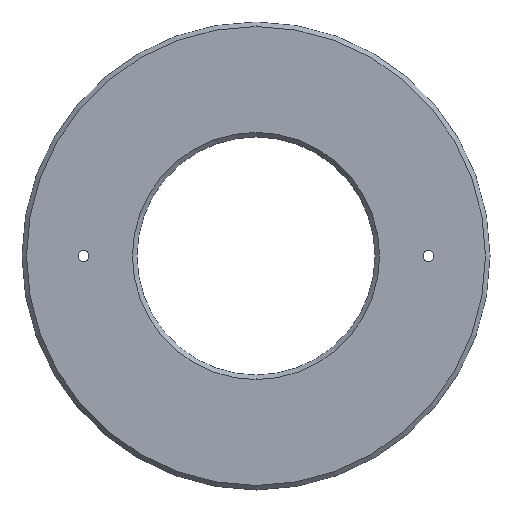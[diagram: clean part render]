
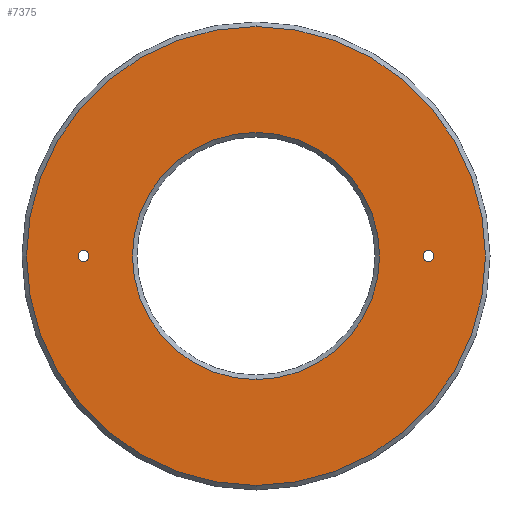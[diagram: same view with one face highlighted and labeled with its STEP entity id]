
A CAD part, front view. The second image highlights one B-rep face of the part: STEP entity #7375.
In plain terms, the highlighted planar face has unit normal (0, -1, 0).
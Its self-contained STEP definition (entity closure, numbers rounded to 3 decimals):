
#86 = CARTESIAN_POINT ( 'NONE',  ( -19.05, 0., 0.6 ) ) ;
#466 = DIRECTION ( 'NONE',  ( 1., 0., 0. ) ) ;
#662 = CARTESIAN_POINT ( 'NONE',  ( -19.05, 0., -0.6 ) ) ;
#848 = CIRCLE ( 'NONE', #7450, 0.6 ) ;
#1563 = CARTESIAN_POINT ( 'NONE',  ( 0., 0., 0. ) ) ;
#1644 = CARTESIAN_POINT ( 'NONE',  ( -19.05, 0., 0. ) ) ;
#1803 = ORIENTED_EDGE ( 'NONE', *, *, #10783, .T. ) ;
#1832 = AXIS2_PLACEMENT_3D ( 'NONE', #4136, #8360, #466 ) ;
#1938 = AXIS2_PLACEMENT_3D ( 'NONE', #1563, #4205, #7727 ) ;
#2299 = FACE_BOUND ( 'NONE', #4222, .T. ) ;
#2348 = DIRECTION ( 'NONE',  ( 0., -1., 0. ) ) ;
#2360 = PLANE ( 'NONE',  #1832 ) ;
#2432 = VERTEX_POINT ( 'NONE', #662 ) ;
#2774 = DIRECTION ( 'NONE',  ( 0., 0., -1. ) ) ;
#2840 = AXIS2_PLACEMENT_3D ( 'NONE', #6023, #10427, #5848 ) ;
#2949 = EDGE_CURVE ( 'NONE', #4408, #9977, #848, .T. ) ;
#3046 = DIRECTION ( 'NONE',  ( 0., 0., 1. ) ) ;
#3048 = DIRECTION ( 'NONE',  ( 0., 1., 0. ) ) ;
#3227 = FACE_OUTER_BOUND ( 'NONE', #6462, .T. ) ;
#3416 = CIRCLE ( 'NONE', #7832, 25.345 ) ;
#3453 = AXIS2_PLACEMENT_3D ( 'NONE', #1644, #11221, #2774 ) ;
#3471 = DIRECTION ( 'NONE',  ( 0., 1., 0. ) ) ;
#3489 = CARTESIAN_POINT ( 'NONE',  ( 19.05, 0., -0.6 ) ) ;
#3490 = DIRECTION ( 'NONE',  ( 0., 1., 0. ) ) ;
#3779 = CIRCLE ( 'NONE', #8014, 13.645 ) ;
#3781 = AXIS2_PLACEMENT_3D ( 'NONE', #4345, #7869, #9660 ) ;
#3953 = CIRCLE ( 'NONE', #1938, 13.645 ) ;
#3962 = CIRCLE ( 'NONE', #9863, 0.6 ) ;
#4017 = FACE_BOUND ( 'NONE', #5837, .T. ) ;
#4043 = EDGE_CURVE ( 'NONE', #4217, #4706, #3779, .T. ) ;
#4136 = CARTESIAN_POINT ( 'NONE',  ( 0., 0., 0. ) ) ;
#4205 = DIRECTION ( 'NONE',  ( 0., 1., 0. ) ) ;
#4217 = VERTEX_POINT ( 'NONE', #4388 ) ;
#4222 = EDGE_LOOP ( 'NONE', ( #6686, #1803 ) ) ;
#4246 = VERTEX_POINT ( 'NONE', #86 ) ;
#4345 = CARTESIAN_POINT ( 'NONE',  ( -19.05, 0., 0. ) ) ;
#4388 = CARTESIAN_POINT ( 'NONE',  ( 0., 0., -13.645 ) ) ;
#4408 = VERTEX_POINT ( 'NONE', #10914 ) ;
#4531 = EDGE_CURVE ( 'NONE', #4706, #4217, #3953, .T. ) ;
#4610 = EDGE_CURVE ( 'NONE', #10729, #5664, #3416, .T. ) ;
#4706 = VERTEX_POINT ( 'NONE', #10374 ) ;
#4880 = CIRCLE ( 'NONE', #3781, 0.6 ) ;
#4939 = ORIENTED_EDGE ( 'NONE', *, *, #4043, .T. ) ;
#5136 = ORIENTED_EDGE ( 'NONE', *, *, #4610, .T. ) ;
#5280 = CIRCLE ( 'NONE', #3453, 0.6 ) ;
#5413 = DIRECTION ( 'NONE',  ( 0., 0., 1. ) ) ;
#5664 = VERTEX_POINT ( 'NONE', #9085 ) ;
#5837 = EDGE_LOOP ( 'NONE', ( #10935, #9948 ) ) ;
#5848 = DIRECTION ( 'NONE',  ( 0., 0., 1. ) ) ;
#5887 = EDGE_CURVE ( 'NONE', #4246, #2432, #4880, .T. ) ;
#6023 = CARTESIAN_POINT ( 'NONE',  ( 0., 0., 0. ) ) ;
#6367 = EDGE_CURVE ( 'NONE', #9977, #4408, #3962, .T. ) ;
#6462 = EDGE_LOOP ( 'NONE', ( #5136, #6957 ) ) ;
#6476 = EDGE_LOOP ( 'NONE', ( #4939, #7366 ) ) ;
#6551 = DIRECTION ( 'NONE',  ( 0., 0., 1. ) ) ;
#6686 = ORIENTED_EDGE ( 'NONE', *, *, #5887, .T. ) ;
#6957 = ORIENTED_EDGE ( 'NONE', *, *, #9789, .T. ) ;
#7243 = CIRCLE ( 'NONE', #2840, 25.345 ) ;
#7366 = ORIENTED_EDGE ( 'NONE', *, *, #4531, .T. ) ;
#7375 = ADVANCED_FACE ( 'NONE', ( #10208, #4017, #2299, #3227 ), #2360, .F. ) ;
#7450 = AXIS2_PLACEMENT_3D ( 'NONE', #10948, #3048, #6551 ) ;
#7727 = DIRECTION ( 'NONE',  ( 0., 0., 1. ) ) ;
#7832 = AXIS2_PLACEMENT_3D ( 'NONE', #8290, #2348, #3046 ) ;
#7869 = DIRECTION ( 'NONE',  ( 0., 1., 0. ) ) ;
#8014 = AXIS2_PLACEMENT_3D ( 'NONE', #9020, #3490, #10593 ) ;
#8290 = CARTESIAN_POINT ( 'NONE',  ( 0., 0., 0. ) ) ;
#8360 = DIRECTION ( 'NONE',  ( 0., 1., 0. ) ) ;
#8774 = CARTESIAN_POINT ( 'NONE',  ( 19.05, 0., 0. ) ) ;
#9020 = CARTESIAN_POINT ( 'NONE',  ( 0., 0., 0. ) ) ;
#9085 = CARTESIAN_POINT ( 'NONE',  ( 0., 0., -25.345 ) ) ;
#9480 = CARTESIAN_POINT ( 'NONE',  ( 0., 0., 25.345 ) ) ;
#9660 = DIRECTION ( 'NONE',  ( 0., 0., -1. ) ) ;
#9789 = EDGE_CURVE ( 'NONE', #5664, #10729, #7243, .T. ) ;
#9863 = AXIS2_PLACEMENT_3D ( 'NONE', #8774, #3471, #5413 ) ;
#9948 = ORIENTED_EDGE ( 'NONE', *, *, #6367, .T. ) ;
#9977 = VERTEX_POINT ( 'NONE', #3489 ) ;
#10208 = FACE_BOUND ( 'NONE', #6476, .T. ) ;
#10374 = CARTESIAN_POINT ( 'NONE',  ( 0., 0., 13.645 ) ) ;
#10427 = DIRECTION ( 'NONE',  ( 0., -1., 0. ) ) ;
#10593 = DIRECTION ( 'NONE',  ( 0., 0., 1. ) ) ;
#10729 = VERTEX_POINT ( 'NONE', #9480 ) ;
#10783 = EDGE_CURVE ( 'NONE', #2432, #4246, #5280, .T. ) ;
#10914 = CARTESIAN_POINT ( 'NONE',  ( 19.05, 0., 0.6 ) ) ;
#10935 = ORIENTED_EDGE ( 'NONE', *, *, #2949, .T. ) ;
#10948 = CARTESIAN_POINT ( 'NONE',  ( 19.05, 0., 0. ) ) ;
#11221 = DIRECTION ( 'NONE',  ( 0., 1., 0. ) ) ;
